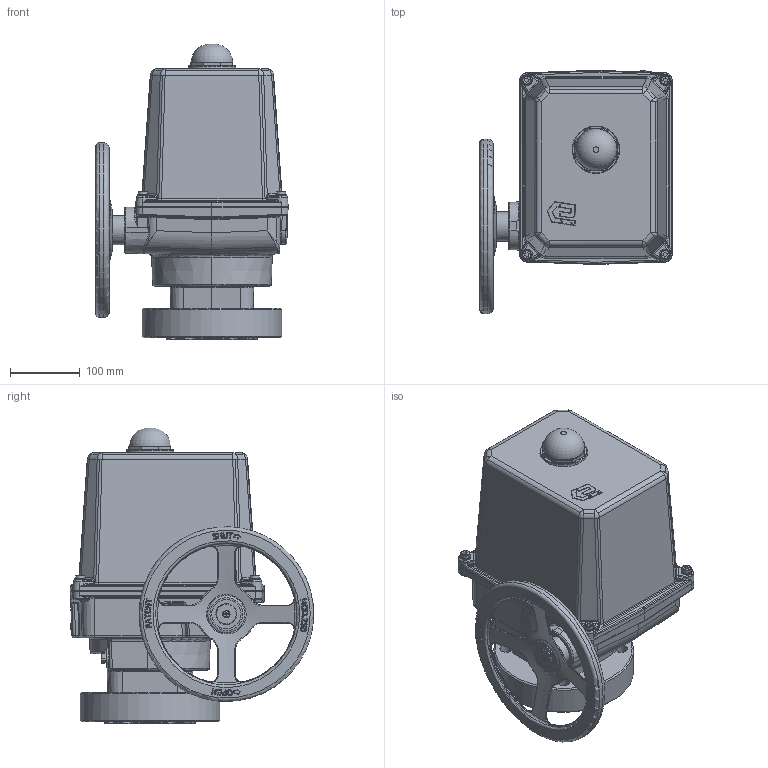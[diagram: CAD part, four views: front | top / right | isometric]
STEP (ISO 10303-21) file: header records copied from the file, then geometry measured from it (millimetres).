
FILE_DESCRIPTION(('HOOPS Exchange Step'),'2;1');
FILE_NAME('AN0300_1503_F16.stp','2025-04-25T13:38:11+02:00',('nieru'),('Unknown organisation'),'HOOPS Exchange 2024.2','HOOPS Exchange','Unknown authorisation');
FILE_SCHEMA( ('AP203_CONFIGURATION_CONTROLLED_3D_DESIGN_OF_MECHANICAL_PARTS_AND_ASSEMBLIES_MIM_LF') );
Length unit declared in the file: millimetre
Products named in the file (6): 0; root
Assembly tree (5 placements, depth 3):
  root
    0
      0
      0
      0
      0
Bounding box: 275.1 x 348.33 x 423.2 mm (x, y, z)
Volume: 14817654 mm3; surface area: 843247.7 mm2
Topology: 33 solids, 34 shells, 3274 faces, 8044 edges, 4842 vertices
Faces by surface type: cylinder 1244, bspline 624, plane 610, torus 589, cone 137, sphere 70
Full cylindrical faces by diameter (mm): 3.1 x1, 3.219 x1, 6 x1, 6.647 x4, 8 x4, 8.4 x4, 9.191 x1, 10.106 x8, 10.5 x1, 12 x8, 13 x4, 15.875 x1, 16 x5, 17.294 x4, 18 x8, 20 x11, 24 x2, 30 x1, 42 x4, 55 x2, 55.5 x1, 58 x1, 58.632 x1, 59.415 x1, 60.2 x1, 66.535 x1, 68 x1, 74.53 x1, 95 x2, 200 x1
Entity records: 235865 total; most frequent: CARTESIAN_POINT 164238, ORIENTED_EDGE 15890, DIRECTION 13351, EDGE_CURVE 7945, AXIS2_PLACEMENT_3D 5438, VERTEX_POINT 4842, EDGE_LOOP 3423, FACE_BOUND 3423
